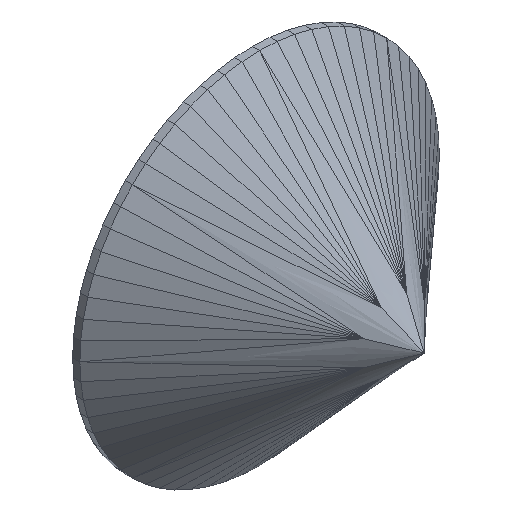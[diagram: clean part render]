
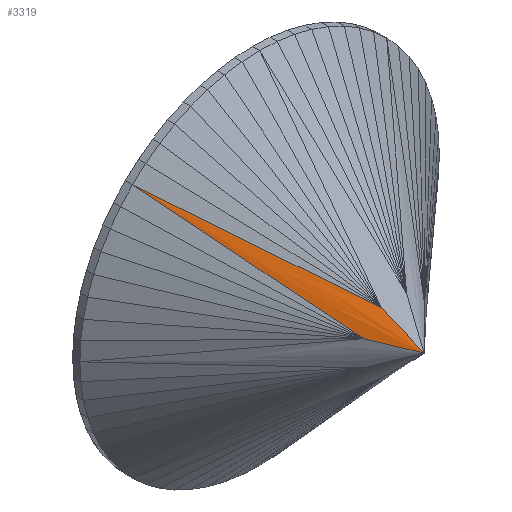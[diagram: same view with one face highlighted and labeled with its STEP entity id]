
A CAD part, isometric view. The second image highlights one B-rep face of the part: STEP entity #3319.
In plain terms, the highlighted free-form (B-spline) face has degree [3, 3] with [4, 4] control points.
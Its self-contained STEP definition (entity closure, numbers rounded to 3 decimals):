
#3319 = ADVANCED_FACE('',(#3320),#3356,.T.);
#3320 = FACE_BOUND('',#3321,.T.);
#3321 = EDGE_LOOP('',(#3322,#3333,#3342,#3351));
#3322 = ORIENTED_EDGE('',*,*,#3323,.T.);
#3323 = EDGE_CURVE('',#3324,#3326,#3328,.T.);
#3324 = VERTEX_POINT('',#3325);
#3325 = CARTESIAN_POINT('',(-88.137,114.157,
    88.137));
#3326 = VERTEX_POINT('',#3327);
#3327 = CARTESIAN_POINT('',(-21.189,21.003,
    8.777));
#3328 = B_SPLINE_CURVE_WITH_KNOTS('',3,(#3329,#3330,#3331,#3332),
  .UNSPECIFIED.,.F.,.F.,(4,4),(0.,1.),.PIECEWISE_BEZIER_KNOTS.);
#3329 = CARTESIAN_POINT('',(-88.137,114.157,
    88.137));
#3330 = CARTESIAN_POINT('',(-65.821,83.105,
    61.684));
#3331 = CARTESIAN_POINT('',(-43.505,52.054,
    35.23));
#3332 = CARTESIAN_POINT('',(-21.189,21.003,
    8.777));
#3333 = ORIENTED_EDGE('',*,*,#3334,.T.);
#3334 = EDGE_CURVE('',#3326,#3335,#3337,.T.);
#3335 = VERTEX_POINT('',#3336);
#3336 = CARTESIAN_POINT('',(0.,0.,0.));
#3337 = B_SPLINE_CURVE_WITH_KNOTS('',3,(#3338,#3339,#3340,#3341),
  .UNSPECIFIED.,.F.,.F.,(4,4),(0.,1.),.PIECEWISE_BEZIER_KNOTS.);
#3338 = CARTESIAN_POINT('',(-21.189,21.003,
    8.777));
#3339 = CARTESIAN_POINT('',(-14.126,14.002,
    5.851));
#3340 = CARTESIAN_POINT('',(-7.063,7.001,
    2.926));
#3341 = CARTESIAN_POINT('',(0.,0.,0.));
#3342 = ORIENTED_EDGE('',*,*,#3343,.T.);
#3343 = EDGE_CURVE('',#3335,#3344,#3346,.T.);
#3344 = VERTEX_POINT('',#3345);
#3345 = CARTESIAN_POINT('',(-8.777,21.003,
    21.189));
#3346 = B_SPLINE_CURVE_WITH_KNOTS('',3,(#3347,#3348,#3349,#3350),
  .UNSPECIFIED.,.F.,.F.,(4,4),(0.,1.),.PIECEWISE_BEZIER_KNOTS.);
#3347 = CARTESIAN_POINT('',(0.,0.,0.));
#3348 = CARTESIAN_POINT('',(-2.926,7.001,
    7.063));
#3349 = CARTESIAN_POINT('',(-5.851,14.002,
    14.126));
#3350 = CARTESIAN_POINT('',(-8.777,21.003,
    21.189));
#3351 = ORIENTED_EDGE('',*,*,#3352,.T.);
#3352 = EDGE_CURVE('',#3344,#3324,#3353,.T.);
#3353 = B_SPLINE_CURVE_WITH_KNOTS('',1,(#3354,#3355),.UNSPECIFIED.,.F.,
  .F.,(2,2),(0.,111.911),.PIECEWISE_BEZIER_KNOTS.);
#3354 = CARTESIAN_POINT('',(-8.777,21.003,
    21.189));
#3355 = CARTESIAN_POINT('',(-88.137,114.157,
    88.137));
#3356 = B_SPLINE_SURFACE_WITH_KNOTS('',3,3,(
    (#3357,#3358,#3359,#3360)
    ,(#3361,#3362,#3363,#3364)
    ,(#3365,#3366,#3367,#3368)
    ,(#3369,#3370,#3371,#3372
    )),.UNSPECIFIED.,.F.,.F.,.F.,(4,4),(4,4),(0.,1.),(0.,1.),
  .PIECEWISE_BEZIER_KNOTS.);
#3357 = CARTESIAN_POINT('',(-8.777,21.003,
    21.189));
#3358 = CARTESIAN_POINT('',(-5.851,14.002,
    14.126));
#3359 = CARTESIAN_POINT('',(-2.926,7.001,
    7.063));
#3360 = CARTESIAN_POINT('',(0.,0.,0.));
#3361 = CARTESIAN_POINT('',(-35.23,52.054,
    43.505));
#3362 = CARTESIAN_POINT('',(-25.841,37.036,
    29.978));
#3363 = CARTESIAN_POINT('',(-16.452,22.019,
    16.452));
#3364 = CARTESIAN_POINT('',(-7.063,7.001,
    2.926));
#3365 = CARTESIAN_POINT('',(-61.684,83.105,
    65.821));
#3366 = CARTESIAN_POINT('',(-45.831,60.071,
    45.831));
#3367 = CARTESIAN_POINT('',(-29.978,37.036,
    25.841));
#3368 = CARTESIAN_POINT('',(-14.126,14.002,
    5.851));
#3369 = CARTESIAN_POINT('',(-88.137,114.157,
    88.137));
#3370 = CARTESIAN_POINT('',(-65.821,83.105,
    61.684));
#3371 = CARTESIAN_POINT('',(-43.505,52.054,
    35.23));
#3372 = CARTESIAN_POINT('',(-21.189,21.003,
    8.777));
